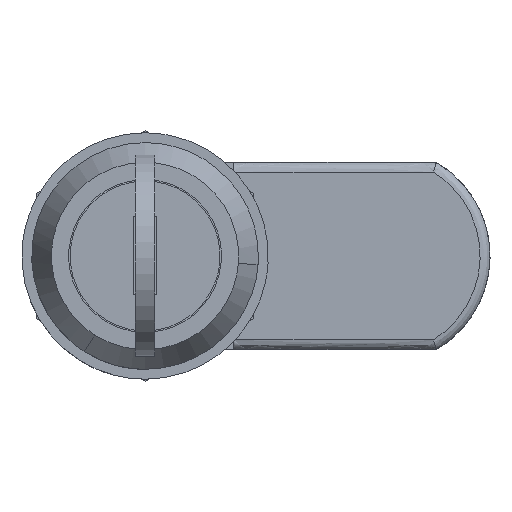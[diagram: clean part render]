
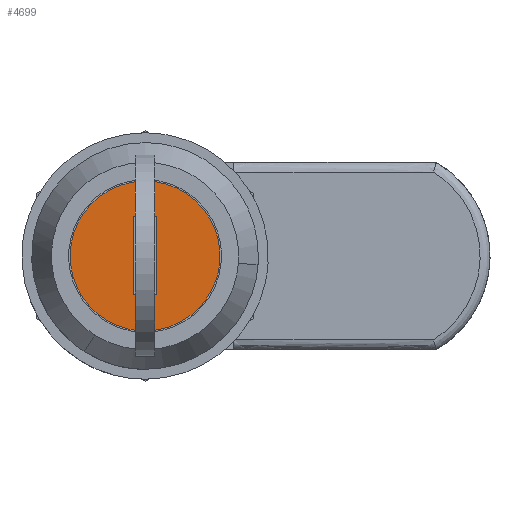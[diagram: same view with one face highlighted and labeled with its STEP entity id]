
A CAD part, front view. The second image highlights one B-rep face of the part: STEP entity #4699.
In plain terms, the highlighted free-form (B-spline) face has degree [1, 1] with [2, 2] control points.
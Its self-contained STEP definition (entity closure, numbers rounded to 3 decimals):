
#4030=CARTESIAN_POINT('',(0.,7.586,0.464));
#4031=VERTEX_POINT('',#4030);
#4037=CARTESIAN_POINT('',(0.0,0.0,7.6));
#4038=VERTEX_POINT('',#4037);
#4039=CARTESIAN_POINT('',(0.0,0.0,7.6));
#4040=CARTESIAN_POINT('',(0.0,7.149,7.6));
#4041=CARTESIAN_POINT('',(0.,7.586,0.464));
#4049=(BOUNDED_CURVE()B_SPLINE_CURVE(2,(#4039,#4040,#4041),.UNSPECIFIED.,.F.,.U.)B_SPLINE_CURVE_WITH_KNOTS((3,3),(0.5,0.739),.UNSPECIFIED.)CURVE()GEOMETRIC_REPRESENTATION_ITEM()RATIONAL_B_SPLINE_CURVE((1.0,0.72,0.976))REPRESENTATION_ITEM(''));
#4050=EDGE_CURVE('',#4038,#4031,#4049,.T.);
#4052=CARTESIAN_POINT('',(0.,-7.547,-0.897));
#4053=VERTEX_POINT('',#4052);
#4054=CARTESIAN_POINT('',(0.,-7.547,-0.897));
#4055=CARTESIAN_POINT('',(0.0,-7.6,-0.45));
#4056=CARTESIAN_POINT('',(0.0,-7.6,0.));
#4057=CARTESIAN_POINT('',(0.0,-7.6,7.6));
#4058=CARTESIAN_POINT('',(0.0,0.0,7.6));
#4066=(BOUNDED_CURVE()B_SPLINE_CURVE(2,(#4054,#4055,#4056,#4057,#4058),.UNSPECIFIED.,.F.,.U.)B_SPLINE_CURVE_WITH_KNOTS((3,2,3),(0.23,0.25,0.5),.UNSPECIFIED.)CURVE()GEOMETRIC_REPRESENTATION_ITEM()RATIONAL_B_SPLINE_CURVE((0.956,0.976,1.0,0.707,1.0))REPRESENTATION_ITEM(''));
#4067=EDGE_CURVE('',#4053,#4038,#4066,.T.);
#4111=CARTESIAN_POINT('',(0.0,0.0,-7.6));
#4112=VERTEX_POINT('',#4111);
#4113=CARTESIAN_POINT('',(0.0,0.0,-7.6));
#4114=CARTESIAN_POINT('',(0.0,-6.75,-7.6));
#4115=CARTESIAN_POINT('',(0.,-7.547,-0.897));
#4123=(BOUNDED_CURVE()B_SPLINE_CURVE(2,(#4113,#4114,#4115),.UNSPECIFIED.,.F.,.U.)B_SPLINE_CURVE_WITH_KNOTS((3,3),(0.0,0.23),.UNSPECIFIED.)CURVE()GEOMETRIC_REPRESENTATION_ITEM()RATIONAL_B_SPLINE_CURVE((1.0,0.731,0.956))REPRESENTATION_ITEM(''));
#4124=EDGE_CURVE('',#4112,#4053,#4123,.T.);
#4126=CARTESIAN_POINT('',(0.,7.586,0.464));
#4127=CARTESIAN_POINT('',(0.0,7.6,0.232));
#4128=CARTESIAN_POINT('',(0.0,7.6,0.));
#4129=CARTESIAN_POINT('',(0.0,7.6,-7.6));
#4130=CARTESIAN_POINT('',(0.0,0.0,-7.6));
#4138=(BOUNDED_CURVE()B_SPLINE_CURVE(2,(#4126,#4127,#4128,#4129,#4130),.UNSPECIFIED.,.F.,.U.)B_SPLINE_CURVE_WITH_KNOTS((3,2,3),(0.739,0.75,1.0),.UNSPECIFIED.)CURVE()GEOMETRIC_REPRESENTATION_ITEM()RATIONAL_B_SPLINE_CURVE((0.976,0.988,1.0,0.707,1.0))REPRESENTATION_ITEM(''));
#4139=EDGE_CURVE('',#4031,#4112,#4138,.T.);
#4201=CARTESIAN_POINT('',(0.0,-1.2,-3.95));
#4202=VERTEX_POINT('',#4201);
#4203=CARTESIAN_POINT('',(0.0,1.2,-3.95));
#4204=VERTEX_POINT('',#4203);
#4205=CARTESIAN_POINT('',(0.0,-1.2,-3.95));
#4206=CARTESIAN_POINT('',(0.0,1.2,-3.95));
#4207=QUASI_UNIFORM_CURVE('',1,(#4205,#4206),.UNSPECIFIED.,.F.,.U.);
#4208=EDGE_CURVE('',#4202,#4204,#4207,.T.);
#4229=CARTESIAN_POINT('',(0.0,-1.2,4.05));
#4230=VERTEX_POINT('',#4229);
#4231=CARTESIAN_POINT('',(0.0,-1.2,4.05));
#4232=CARTESIAN_POINT('',(0.0,-1.2,-3.95));
#4233=QUASI_UNIFORM_CURVE('',1,(#4231,#4232),.UNSPECIFIED.,.F.,.U.);
#4234=EDGE_CURVE('',#4230,#4202,#4233,.T.);
#4251=CARTESIAN_POINT('',(0.0,1.2,4.05));
#4252=VERTEX_POINT('',#4251);
#4253=CARTESIAN_POINT('',(0.0,1.2,4.05));
#4254=CARTESIAN_POINT('',(0.0,-1.2,4.05));
#4255=QUASI_UNIFORM_CURVE('',1,(#4253,#4254),.UNSPECIFIED.,.F.,.U.);
#4256=EDGE_CURVE('',#4252,#4230,#4255,.T.);
#4273=CARTESIAN_POINT('',(0.0,1.2,-3.95));
#4274=CARTESIAN_POINT('',(0.0,1.2,4.05));
#4275=QUASI_UNIFORM_CURVE('',1,(#4273,#4274),.UNSPECIFIED.,.F.,.U.);
#4276=EDGE_CURVE('',#4204,#4252,#4275,.T.);
#4682=CARTESIAN_POINT('',(0.0,8.359,8.359));
#4683=CARTESIAN_POINT('',(0.0,-8.359,8.359));
#4684=CARTESIAN_POINT('',(0.0,8.359,-8.359));
#4685=CARTESIAN_POINT('',(0.0,-8.359,-8.359));
#4686=B_SPLINE_SURFACE_WITH_KNOTS('',1,1,((#4682,#4684),(#4683,#4685)),.UNSPECIFIED.,.F.,.F.,.U.,(2,2),(2,2),(0.0,16.718),(0.0,16.718),.UNSPECIFIED.);
#4687=ORIENTED_EDGE('',*,*,#4124,.T.);
#4688=ORIENTED_EDGE('',*,*,#4067,.T.);
#4689=ORIENTED_EDGE('',*,*,#4050,.T.);
#4690=ORIENTED_EDGE('',*,*,#4139,.T.);
#4691=EDGE_LOOP('',(#4687,#4688,#4689,#4690));
#4692=FACE_OUTER_BOUND('',#4691,.T.);
#4693=ORIENTED_EDGE('',*,*,#4208,.T.);
#4694=ORIENTED_EDGE('',*,*,#4276,.T.);
#4695=ORIENTED_EDGE('',*,*,#4256,.T.);
#4696=ORIENTED_EDGE('',*,*,#4234,.T.);
#4697=EDGE_LOOP('',(#4693,#4694,#4695,#4696));
#4698=FACE_BOUND('',#4697,.T.);
#4699=ADVANCED_FACE('',(#4692,#4698),#4686,.F.);
